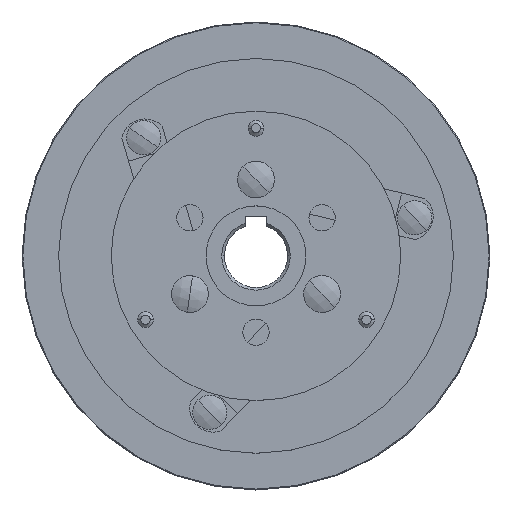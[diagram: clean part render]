
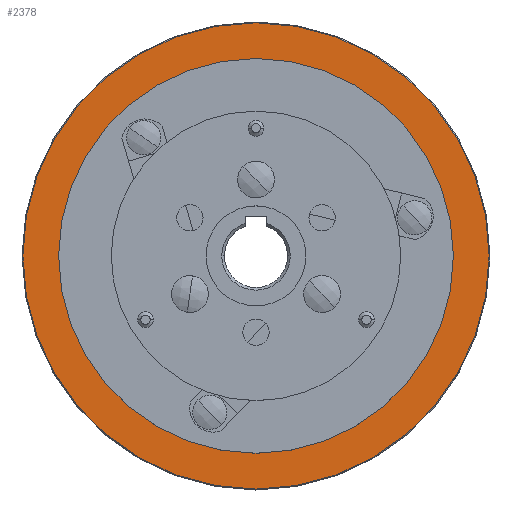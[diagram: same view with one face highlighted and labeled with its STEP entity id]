
A CAD part, top view. The second image highlights one B-rep face of the part: STEP entity #2378.
In plain terms, the highlighted planar face has unit normal (0, 0, 1).
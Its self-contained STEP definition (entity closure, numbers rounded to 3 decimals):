
#289 = AXIS2_PLACEMENT_3D ( 'NONE', #13137, #6357, #14248 ) ;
#488 = EDGE_LOOP ( 'NONE', ( #14421, #6883 ) ) ;
#948 = DIRECTION ( 'NONE',  ( -1., 0., 0. ) ) ;
#1703 = CARTESIAN_POINT ( 'NONE',  ( -88.6, 0., -0.5 ) ) ;
#2378 = ADVANCED_FACE ( 'NONE', ( #8969, #5619 ), #3334, .F. ) ;
#2947 = ORIENTED_EDGE ( 'NONE', *, *, #9965, .T. ) ;
#3334 = PLANE ( 'NONE',  #12933 ) ;
#4276 = EDGE_CURVE ( 'NONE', #5097, #8363, #4868, .T. ) ;
#4843 = DIRECTION ( 'NONE',  ( 0., 0., 1. ) ) ;
#4858 = CARTESIAN_POINT ( 'NONE',  ( 0., 0., -0.5 ) ) ;
#4868 = CIRCLE ( 'NONE', #6048, 75. ) ;
#5097 = VERTEX_POINT ( 'NONE', #7486 ) ;
#5230 = CARTESIAN_POINT ( 'NONE',  ( 88.6, 0., -0.5 ) ) ;
#5619 = FACE_BOUND ( 'NONE', #488, .T. ) ;
#6008 = DIRECTION ( 'NONE',  ( -1., 0., 0. ) ) ;
#6048 = AXIS2_PLACEMENT_3D ( 'NONE', #4858, #12774, #6008 ) ;
#6357 = DIRECTION ( 'NONE',  ( 0., 0., -1. ) ) ;
#6848 = EDGE_CURVE ( 'NONE', #11234, #10809, #8310, .T. ) ;
#6883 = ORIENTED_EDGE ( 'NONE', *, *, #13493, .T. ) ;
#7030 = EDGE_LOOP ( 'NONE', ( #11469, #2947 ) ) ;
#7087 = AXIS2_PLACEMENT_3D ( 'NONE', #14496, #7719, #948 ) ;
#7258 = DIRECTION ( 'NONE',  ( -1., 0., 0. ) ) ;
#7486 = CARTESIAN_POINT ( 'NONE',  ( -75., 0., -0.5 ) ) ;
#7719 = DIRECTION ( 'NONE',  ( 0., 0., 1. ) ) ;
#8137 = CIRCLE ( 'NONE', #13396, 88.6 ) ;
#8310 = CIRCLE ( 'NONE', #7087, 88.6 ) ;
#8363 = VERTEX_POINT ( 'NONE', #14125 ) ;
#8969 = FACE_OUTER_BOUND ( 'NONE', #7030, .T. ) ;
#9965 = EDGE_CURVE ( 'NONE', #10809, #11234, #8137, .T. ) ;
#10124 = CARTESIAN_POINT ( 'NONE',  ( 0., 88.9, -0.5 ) ) ;
#10809 = VERTEX_POINT ( 'NONE', #5230 ) ;
#11080 = CIRCLE ( 'NONE', #289, 75. ) ;
#11234 = VERTEX_POINT ( 'NONE', #1703 ) ;
#11469 = ORIENTED_EDGE ( 'NONE', *, *, #6848, .T. ) ;
#11635 = CARTESIAN_POINT ( 'NONE',  ( 0., 0., -0.5 ) ) ;
#12759 = DIRECTION ( 'NONE',  ( -1., 0., 0. ) ) ;
#12774 = DIRECTION ( 'NONE',  ( 0., 0., -1. ) ) ;
#12933 = AXIS2_PLACEMENT_3D ( 'NONE', #10124, #14041, #7258 ) ;
#13137 = CARTESIAN_POINT ( 'NONE',  ( 0., 0., -0.5 ) ) ;
#13396 = AXIS2_PLACEMENT_3D ( 'NONE', #11635, #4843, #12759 ) ;
#13493 = EDGE_CURVE ( 'NONE', #8363, #5097, #11080, .T. ) ;
#14041 = DIRECTION ( 'NONE',  ( 0., 0., -1. ) ) ;
#14125 = CARTESIAN_POINT ( 'NONE',  ( 75., 0., -0.5 ) ) ;
#14248 = DIRECTION ( 'NONE',  ( -1., 0., 0. ) ) ;
#14421 = ORIENTED_EDGE ( 'NONE', *, *, #4276, .T. ) ;
#14496 = CARTESIAN_POINT ( 'NONE',  ( 0., 0., -0.5 ) ) ;
